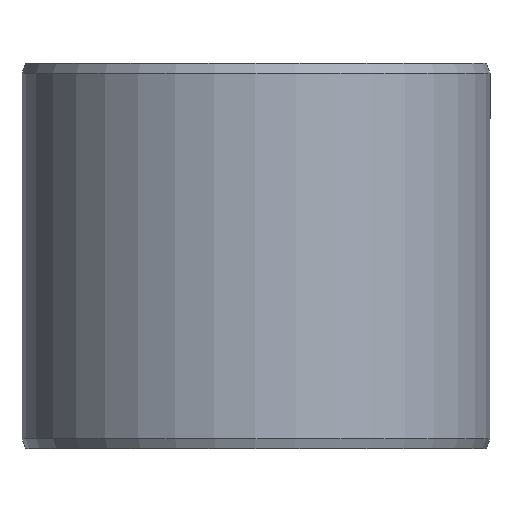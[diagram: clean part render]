
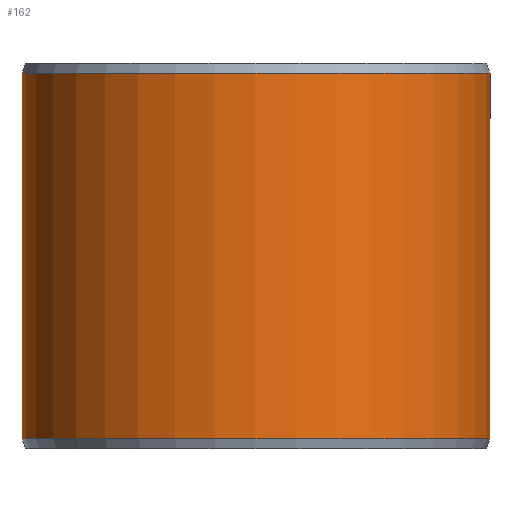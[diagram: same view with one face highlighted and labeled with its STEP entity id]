
A CAD part, front view. The second image highlights one B-rep face of the part: STEP entity #162.
In plain terms, the highlighted cylindrical face has radius 42.5 mm (diameter 85 mm), a partial arc.
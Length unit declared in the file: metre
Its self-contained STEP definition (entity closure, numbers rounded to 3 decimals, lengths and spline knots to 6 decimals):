
#162=ADVANCED_FACE('',(#185,#186),#187,.T.);
#185=FACE_OUTER_BOUND('',#211,.T.);
#186=FACE_BOUND('',#212,.T.);
#187=CYLINDRICAL_SURFACE('',#213,0.0425);
#211=EDGE_LOOP('',(#289,#290,#291,#292));
#212=EDGE_LOOP('',(#293));
#213=AXIS2_PLACEMENT_3D('',#294,#295,#296);
#289=ORIENTED_EDGE('',*,*,#314,.T.);
#290=ORIENTED_EDGE('',*,*,#323,.F.);
#291=ORIENTED_EDGE('',*,*,#309,.F.);
#292=ORIENTED_EDGE('',*,*,#324,.T.);
#293=ORIENTED_EDGE('',*,*,#327,.T.);
#294=CARTESIAN_POINT('',(0.,0.,0.0));
#295=DIRECTION('',(0.,0.0,-1.0));
#296=DIRECTION('',(-1.0,0.0,0.));
#309=EDGE_CURVE('',#341,#342,#343,.T.);
#314=EDGE_CURVE('',#351,#349,#352,.T.);
#323=EDGE_CURVE('',#342,#349,#365,.T.);
#324=EDGE_CURVE('',#341,#351,#366,.T.);
#327=EDGE_CURVE('',#370,#370,#371,.T.);
#341=VERTEX_POINT('',#389);
#342=VERTEX_POINT('',#390);
#343=CIRCLE('',#391,0.0425);
#349=VERTEX_POINT('',#399);
#351=VERTEX_POINT('',#402);
#352=CIRCLE('',#403,0.0425);
#365=LINE('',#422,#423);
#366=LINE('',#424,#425);
#370=VERTEX_POINT('',#505);
#371=B_SPLINE_CURVE_WITH_KNOTS('',3,(#506,#507,#508,#509,#510,#511,#512,#513,#514,#515,#516,#517,#518,#519,#520,#521,#522,#523,#524,#525,#526,#527,#528,#529,#530,#531,#532,#533,#534,#535,#536,#537,#538,#539,#540,#541,#542,#543,#544,#545,#546,#547,#548,#549,#550,#551,#552,#553,#554,#555,#556,#557,#558,#559,#560,#561,#562,#563,#564,#565,#566,#567,#568,#569,#570,#571,#572,#573,#574,#575,#576,#577,#578,#579,#580,#581),.UNSPECIFIED.,.T.,.F.,(2,2,2,2,2,2,2,2,2,2,2,2,2,2,2,2,2,2,2,2,2,2,2,2,2,2,2,2,2,2,2,2,2,2,2,2,2,2,2,2),(-0.000978,0.0,0.000978,0.001467,0.001955,0.002933,0.003911,0.004889,0.005866,0.006844,0.007822,0.0088,0.009777,0.010266,0.010755,0.011733,0.012711,0.0132,0.013688,0.014666,0.015644,0.016622,0.017599,0.018577,0.019555,0.020533,0.02151,0.021999,0.022488,0.023466,0.024444,0.024933,0.025421,0.026399,0.027377,0.028355,0.029332,0.03031,0.031288,0.032266),.UNSPECIFIED.);
#389=CARTESIAN_POINT('',(0.000742,0.042494,0.0018));
#390=CARTESIAN_POINT('',(0.,0.0425,0.0018));
#391=AXIS2_PLACEMENT_3D('',#595,#596,#597);
#399=CARTESIAN_POINT('',(0.,0.0425,0.0682));
#402=CARTESIAN_POINT('',(0.000742,0.042494,0.0682));
#403=AXIS2_PLACEMENT_3D('',#604,#605,#606);
#422=CARTESIAN_POINT('',(0.,0.0425,0.0018));
#423=VECTOR('',#619,1.0);
#424=CARTESIAN_POINT('',(0.000742,0.042494,0.0018));
#425=VECTOR('',#620,1.0);
#505=CARTESIAN_POINT('',(0.033601,-0.026023,0.035));
#506=CARTESIAN_POINT('',(0.033601,-0.026023,0.034669));
#507=CARTESIAN_POINT('',(0.033601,-0.026023,0.035331));
#508=CARTESIAN_POINT('',(0.033621,-0.025997,0.035656));
#509=CARTESIAN_POINT('',(0.03368,-0.025921,0.036135));
#510=CARTESIAN_POINT('',(0.033704,-0.025889,0.036294));
#511=CARTESIAN_POINT('',(0.033763,-0.025813,0.036608));
#512=CARTESIAN_POINT('',(0.033797,-0.025769,0.036764));
#513=CARTESIAN_POINT('',(0.033912,-0.025618,0.037218));
#514=CARTESIAN_POINT('',(0.034005,-0.025495,0.037505));
#515=CARTESIAN_POINT('',(0.034222,-0.025202,0.038049));
#516=CARTESIAN_POINT('',(0.034347,-0.025031,0.038306));
#517=CARTESIAN_POINT('',(0.034618,-0.024656,0.038766));
#518=CARTESIAN_POINT('',(0.034764,-0.02445,0.038973));
#519=CARTESIAN_POINT('',(0.035076,-0.024,0.039339));
#520=CARTESIAN_POINT('',(0.03524,-0.02376,0.039494));
#521=CARTESIAN_POINT('',(0.035573,-0.023258,0.039743));
#522=CARTESIAN_POINT('',(0.035744,-0.022993,0.039839));
#523=CARTESIAN_POINT('',(0.03609,-0.022448,0.039968));
#524=CARTESIAN_POINT('',(0.03626,-0.022171,0.04));
#525=CARTESIAN_POINT('',(0.036596,-0.021612,0.04));
#526=CARTESIAN_POINT('',(0.036764,-0.021326,0.039968));
#527=CARTESIAN_POINT('',(0.037082,-0.020768,0.03984));
#528=CARTESIAN_POINT('',(0.037233,-0.020495,0.039746));
#529=CARTESIAN_POINT('',(0.037449,-0.020095,0.039558));
#530=CARTESIAN_POINT('',(0.03752,-0.019963,0.039487));
#531=CARTESIAN_POINT('',(0.037655,-0.019707,0.039332));
#532=CARTESIAN_POINT('',(0.03772,-0.019582,0.039248));
#533=CARTESIAN_POINT('',(0.037906,-0.01922,0.038977));
#534=CARTESIAN_POINT('',(0.03802,-0.018994,0.03877));
#535=CARTESIAN_POINT('',(0.038227,-0.018574,0.038304));
#536=CARTESIAN_POINT('',(0.038317,-0.018387,0.038052));
#537=CARTESIAN_POINT('',(0.038434,-0.01814,0.037646));
#538=CARTESIAN_POINT('',(0.03847,-0.018064,0.037506));
#539=CARTESIAN_POINT('',(0.038536,-0.017923,0.037217));
#540=CARTESIAN_POINT('',(0.038566,-0.017858,0.037067));
#541=CARTESIAN_POINT('',(0.038645,-0.017686,0.036613));
#542=CARTESIAN_POINT('',(0.038685,-0.017599,0.036301));
#543=CARTESIAN_POINT('',(0.038738,-0.017482,0.03566));
#544=CARTESIAN_POINT('',(0.038752,-0.017451,0.035328));
#545=CARTESIAN_POINT('',(0.038752,-0.017451,0.034675));
#546=CARTESIAN_POINT('',(0.038739,-0.01748,0.034351));
#547=CARTESIAN_POINT('',(0.038686,-0.017597,0.033705));
#548=CARTESIAN_POINT('',(0.038646,-0.017685,0.03339));
#549=CARTESIAN_POINT('',(0.038541,-0.017913,0.032788));
#550=CARTESIAN_POINT('',(0.038475,-0.018054,0.032497));
#551=CARTESIAN_POINT('',(0.038318,-0.018385,0.03195));
#552=CARTESIAN_POINT('',(0.038228,-0.018572,0.031699));
#553=CARTESIAN_POINT('',(0.038024,-0.018987,0.031237));
#554=CARTESIAN_POINT('',(0.037908,-0.019217,0.031026));
#555=CARTESIAN_POINT('',(0.037659,-0.019701,0.030663));
#556=CARTESIAN_POINT('',(0.037525,-0.019955,0.030509));
#557=CARTESIAN_POINT('',(0.037309,-0.020355,0.03032));
#558=CARTESIAN_POINT('',(0.037234,-0.020492,0.030264));
#559=CARTESIAN_POINT('',(0.037081,-0.020766,0.030169));
#560=CARTESIAN_POINT('',(0.037004,-0.020905,0.030129));
#561=CARTESIAN_POINT('',(0.036766,-0.021321,0.030033));
#562=CARTESIAN_POINT('',(0.036602,-0.021602,0.03));
#563=CARTESIAN_POINT('',(0.036262,-0.022169,0.03));
#564=CARTESIAN_POINT('',(0.036091,-0.022445,0.030032));
#565=CARTESIAN_POINT('',(0.035835,-0.022851,0.030127));
#566=CARTESIAN_POINT('',(0.035749,-0.022984,0.030166));
#567=CARTESIAN_POINT('',(0.035578,-0.023248,0.030261));
#568=CARTESIAN_POINT('',(0.035492,-0.023379,0.030317));
#569=CARTESIAN_POINT('',(0.035241,-0.023758,0.030505));
#570=CARTESIAN_POINT('',(0.035079,-0.023996,0.030658));
#571=CARTESIAN_POINT('',(0.034768,-0.024443,0.031021));
#572=CARTESIAN_POINT('',(0.034619,-0.024654,0.031231));
#573=CARTESIAN_POINT('',(0.034349,-0.025029,0.031692));
#574=CARTESIAN_POINT('',(0.034226,-0.025197,0.031943));
#575=CARTESIAN_POINT('',(0.034006,-0.025492,0.032489));
#576=CARTESIAN_POINT('',(0.033912,-0.025617,0.03278));
#577=CARTESIAN_POINT('',(0.03376,-0.025817,0.033381));
#578=CARTESIAN_POINT('',(0.033701,-0.025894,0.033696));
#579=CARTESIAN_POINT('',(0.033621,-0.025997,0.034342));
#580=CARTESIAN_POINT('',(0.033601,-0.026023,0.034669));
#581=CARTESIAN_POINT('',(0.033601,-0.026023,0.035331));
#595=CARTESIAN_POINT('',(0.,0.,0.0018));
#596=DIRECTION('',(0.,0.0,-1.0));
#597=DIRECTION('',(-1.0,0.0,0.));
#604=CARTESIAN_POINT('',(0.,0.,0.0682));
#605=DIRECTION('',(0.,0.0,-1.0));
#606=DIRECTION('',(-1.0,0.0,0.));
#619=DIRECTION('',(0.,0.0,1.0));
#620=DIRECTION('',(0.,0.,1.0));
